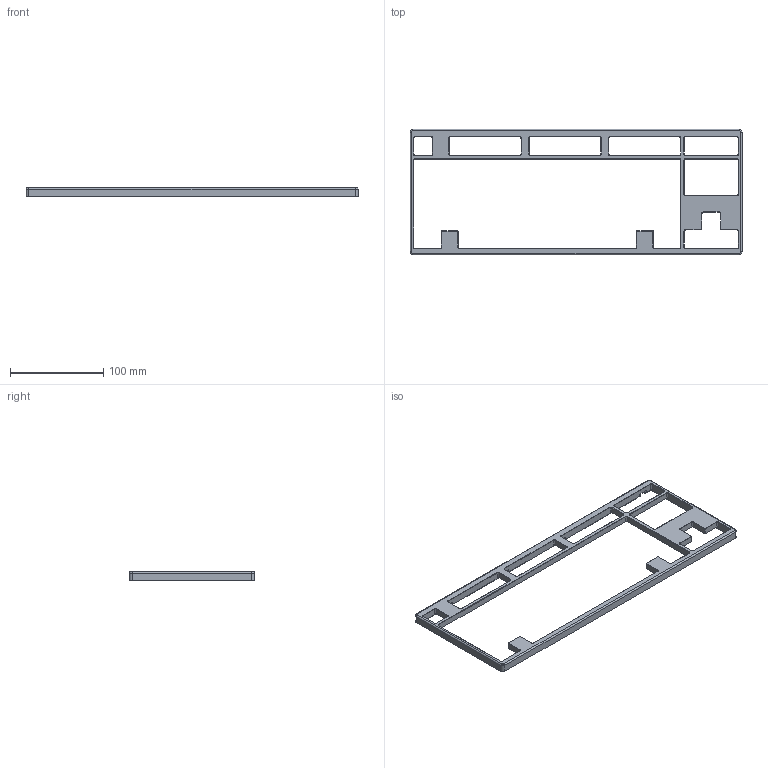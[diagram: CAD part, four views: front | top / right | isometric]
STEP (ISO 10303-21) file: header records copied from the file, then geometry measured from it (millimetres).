
FILE_DESCRIPTION(/* description */ (''),/* implementation_level */ '2;1');
FILE_NAME(/* name */ 'Top.step',/* time_stamp */ '2024-01-27T19:31:07Z',/* author */ (''),/* organization */ (''),/* preprocessor_version */ 'ST-DEVELOPER v20',/* originating_system */ 'Autodesk Translation Framework v12.14.0.127',/* authorisation */ '');
FILE_SCHEMA (('AUTOMOTIVE_DESIGN { 1 0 10303 214 3 1 1 }'));
Length unit declared in the file: millimetre
Products named in the file (2): (Unsaved); Top
Assembly tree (1 placements, depth 2):
  (Unsaved)
    Top
Bounding box: 356.61 x 134.48 x 9.3 mm (x, y, z)
Volume: 87088 mm3; surface area: 47422.9 mm2
Topology: 1 solids, 1 shells, 364 faces, 971 edges, 605 vertices
Faces by surface type: plane 169, cylinder 124, cone 67, bspline 4
Full cylindrical faces by diameter (mm): 2.075 x13
Entity records: 11287 total; most frequent: DIRECTION 1997, CARTESIAN_POINT 1984, ORIENTED_EDGE 1916, EDGE_CURVE 958, AXIS2_PLACEMENT_3D 684, LINE 629, VECTOR 629, VERTEX_POINT 605
